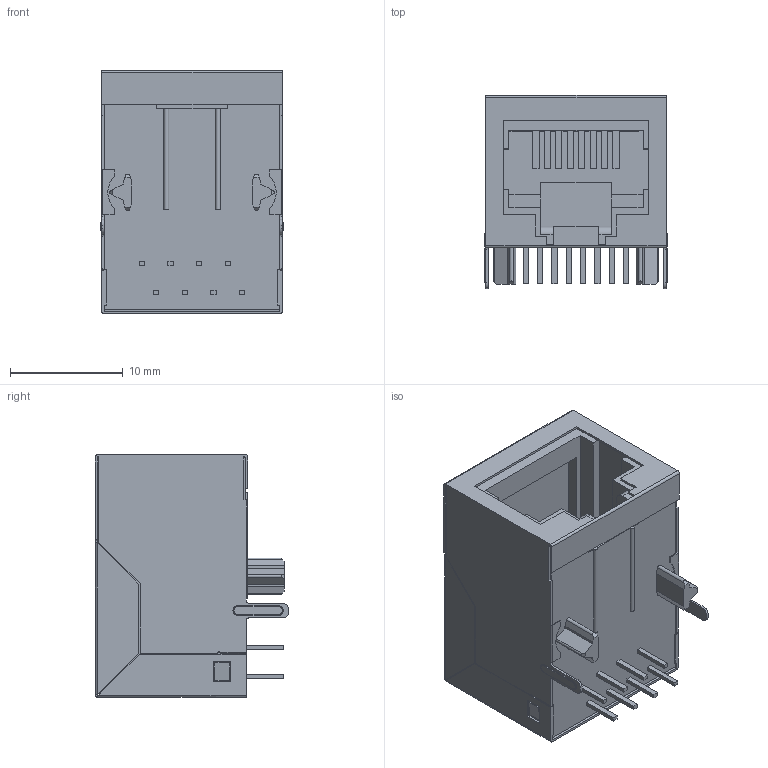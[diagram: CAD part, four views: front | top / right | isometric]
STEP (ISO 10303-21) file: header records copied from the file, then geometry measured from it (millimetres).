
FILE_DESCRIPTION(/* description */ (''),/* implementation_level */ '2;1');
FILE_NAME(/* name */ 'J00-0014NL.step',/* time_stamp */ '2022-02-27T20:46:26+01:00',/* author */ (''),/* organization */ (''),/* preprocessor_version */ 'ST-DEVELOPER v18.1',/* originating_system */ 'Autodesk Translation Framework v10.13.0.1454',/* authorisation */ '');
FILE_SCHEMA (('AUTOMOTIVE_DESIGN { 1 0 10303 214 3 1 1 }'));
Length unit declared in the file: millimetre
Products named in the file (1): (Unsaved)
Bounding box: 16.23 x 17.14 x 21.54 mm (x, y, z)
Volume: 1790.2 mm3; surface area: 3731.6 mm2
Topology: 1 solids, 1 shells, 365 faces, 1034 edges, 672 vertices
Faces by surface type: plane 302, cylinder 51, bspline 9, torus 3
Entity records: 12363 total; most frequent: CARTESIAN_POINT 2635, ORIENTED_EDGE 2068, DIRECTION 1864, EDGE_CURVE 1034, LINE 902, VECTOR 902, VERTEX_POINT 672, AXIS2_PLACEMENT_3D 481
